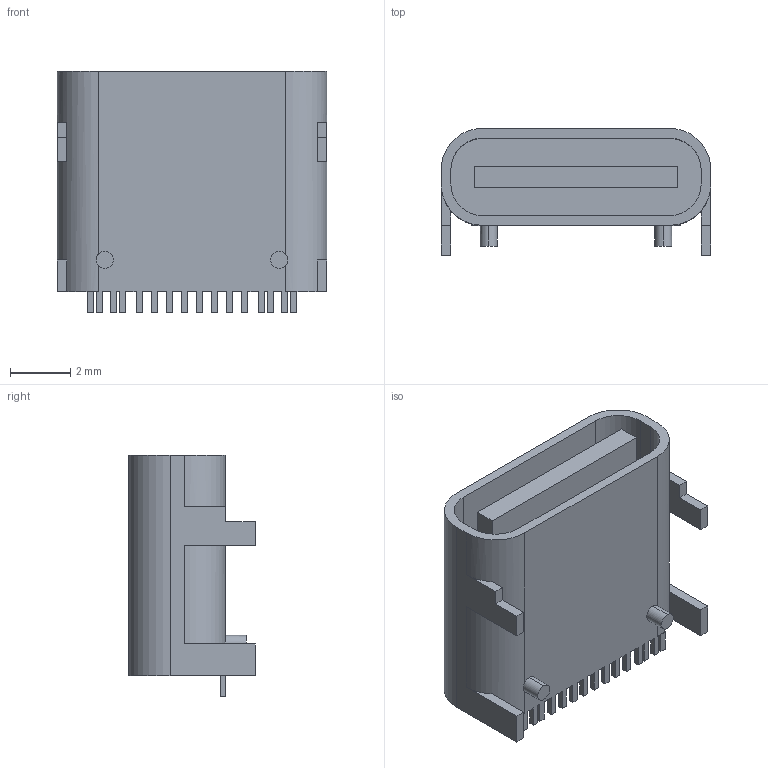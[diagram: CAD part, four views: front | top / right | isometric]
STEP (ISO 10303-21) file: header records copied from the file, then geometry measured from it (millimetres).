
FILE_DESCRIPTION (( 'STEP AP214' ), '1' );
FILE_NAME ('USB-TYPE-C-31-M-12_C165948.STEP', '2019-01-17T01:40:14', ( '' ), ( '' ), 'SwSTEP 2.0', 'SolidWorks 2017', '' );
FILE_SCHEMA (( 'AUTOMOTIVE_DESIGN' ));
Length unit declared in the file: millimetre
Products named in the file (2): USB-TYPE-C-31-M-12_C165948
Bounding box: 8.94 x 4.2 x 8.01 mm (x, y, z)
Volume: 102.8 mm3; surface area: 462.3 mm2
Topology: 1 solids, 1 shells, 118 faces, 336 edges, 222 vertices
Faces by surface type: plane 106, cylinder 12
Entity records: 5143 total; most frequent: CARTESIAN_POINT 688, ORIENTED_EDGE 672, DIRECTION 612, EDGE_CURVE 336, LINE 296, VECTOR 296, VERTEX_POINT 222, AXIS2_PLACEMENT_3D 158
